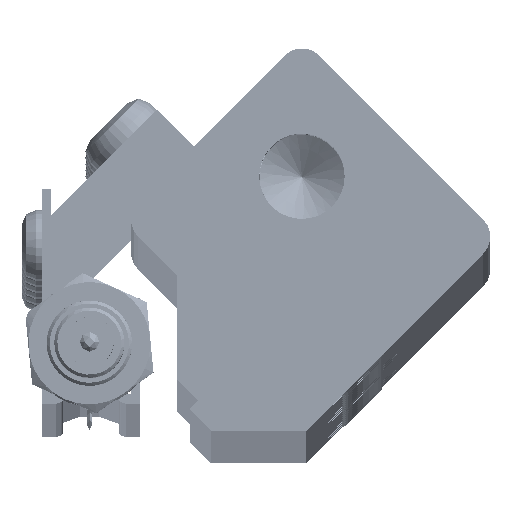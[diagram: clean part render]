
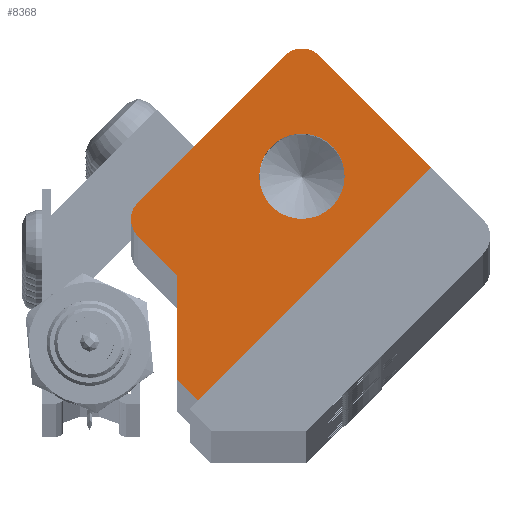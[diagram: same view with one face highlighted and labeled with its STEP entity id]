
A CAD part, top view. The second image highlights one B-rep face of the part: STEP entity #8368.
In plain terms, the highlighted face is planar.
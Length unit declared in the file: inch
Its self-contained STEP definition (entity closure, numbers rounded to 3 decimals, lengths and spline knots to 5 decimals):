
#1163=LINE('',#29977,#1425);
#1167=LINE('',#30365,#1429);
#1171=LINE('',#30372,#1433);
#1174=LINE('',#30378,#1436);
#1177=LINE('',#30384,#1439);
#1180=LINE('',#30396,#1442);
#1425=VECTOR('',#11218,0.3937);
#1429=VECTOR('',#11698,0.3937);
#1433=VECTOR('',#11704,0.3937);
#1436=VECTOR('',#11709,0.3937);
#1439=VECTOR('',#11714,0.3937);
#1442=VECTOR('',#11731,0.3937);
#1609=PLANE('',#9505);
#2026=FACE_BOUND('',#3473,.T.);
#2616=FACE_OUTER_BOUND('',#3472,.T.);
#3472=EDGE_LOOP('',(#7178,#7179,#7180,#7181,#7182,#7183,#7184,#7185));
#3473=EDGE_LOOP('',(#7186));
#4112=CIRCLE('',#9246,0.21875);
#4260=CIRCLE('',#9500,0.125);
#4262=CIRCLE('',#9503,0.125);
#4773=VERTEX_POINT('',#29953);
#4782=VERTEX_POINT('',#29974);
#4783=VERTEX_POINT('',#29976);
#4928=VERTEX_POINT('',#30362);
#4929=VERTEX_POINT('',#30364);
#4931=VERTEX_POINT('',#30370);
#4933=VERTEX_POINT('',#30376);
#4935=VERTEX_POINT('',#30382);
#4937=VERTEX_POINT('',#30391);
#5600=EDGE_CURVE('',#4773,#4773,#4112,.T.);
#5609=EDGE_CURVE('',#4782,#4783,#1163,.T.);
#5755=EDGE_CURVE('',#4928,#4929,#1167,.T.);
#5759=EDGE_CURVE('',#4931,#4928,#1171,.T.);
#5762=EDGE_CURVE('',#4933,#4931,#1174,.T.);
#5765=EDGE_CURVE('',#4935,#4933,#1177,.T.);
#5767=EDGE_CURVE('',#4783,#4935,#4260,.T.);
#5770=EDGE_CURVE('',#4937,#4782,#4262,.T.);
#5772=EDGE_CURVE('',#4929,#4937,#1180,.T.);
#7178=ORIENTED_EDGE('',*,*,#5772,.F.);
#7179=ORIENTED_EDGE('',*,*,#5755,.F.);
#7180=ORIENTED_EDGE('',*,*,#5759,.F.);
#7181=ORIENTED_EDGE('',*,*,#5762,.F.);
#7182=ORIENTED_EDGE('',*,*,#5765,.F.);
#7183=ORIENTED_EDGE('',*,*,#5767,.F.);
#7184=ORIENTED_EDGE('',*,*,#5609,.F.);
#7185=ORIENTED_EDGE('',*,*,#5770,.F.);
#7186=ORIENTED_EDGE('',*,*,#5600,.T.);
#8368=ADVANCED_FACE('',(#2616,#2026),#1609,.F.);
#9246=AXIS2_PLACEMENT_3D('',#29954,#11194,#11195);
#9500=AXIS2_PLACEMENT_3D('',#30387,#11719,#11720);
#9503=AXIS2_PLACEMENT_3D('',#30393,#11726,#11727);
#9505=AXIS2_PLACEMENT_3D('',#30397,#11732,#11733);
#11194=DIRECTION('center_axis',(0.,0.,1.));
#11195=DIRECTION('ref_axis',(-1.,0.,0.));
#11218=DIRECTION('',(0.,1.,0.));
#11698=DIRECTION('',(0.707,0.707,0.));
#11704=DIRECTION('',(1.,0.,0.));
#11709=DIRECTION('',(0.,-1.,0.));
#11714=DIRECTION('',(-1.,0.,0.));
#11719=DIRECTION('center_axis',(0.,0.,1.));
#11720=DIRECTION('ref_axis',(1.,0.,0.));
#11726=DIRECTION('center_axis',(0.,0.,1.));
#11727=DIRECTION('ref_axis',(0.,-1.,0.));
#11731=DIRECTION('',(1.,0.,0.));
#11732=DIRECTION('center_axis',(0.,0.,1.));
#11733=DIRECTION('ref_axis',(1.,0.,0.));
#29953=CARTESIAN_POINT('',(0.1875,0.8125,0.));
#29954=CARTESIAN_POINT('Origin',(0.40625,0.8125,0.));
#29974=CARTESIAN_POINT('',(0.90625,0.125,0.));
#29976=CARTESIAN_POINT('',(0.90625,1.1875,0.));
#29977=CARTESIAN_POINT('',(0.90625,0.125,0.));
#30362=CARTESIAN_POINT('',(0.125,-0.375,0.));
#30364=CARTESIAN_POINT('',(0.5,0.,0.));
#30365=CARTESIAN_POINT('',(0.125,-0.375,0.));
#30370=CARTESIAN_POINT('',(-0.03125,-0.375,0.));
#30372=CARTESIAN_POINT('',(-0.03125,-0.375,0.));
#30376=CARTESIAN_POINT('',(-0.03125,1.3125,0.));
#30378=CARTESIAN_POINT('',(-0.03125,1.3125,0.));
#30382=CARTESIAN_POINT('',(0.78125,1.3125,0.));
#30384=CARTESIAN_POINT('',(0.78125,1.3125,0.));
#30387=CARTESIAN_POINT('Origin',(0.78125,1.1875,0.));
#30391=CARTESIAN_POINT('',(0.78125,0.,0.));
#30393=CARTESIAN_POINT('Origin',(0.78125,0.125,0.));
#30396=CARTESIAN_POINT('',(0.5,0.,0.));
#30397=CARTESIAN_POINT('Origin',(0.38705,0.53917,0.));
